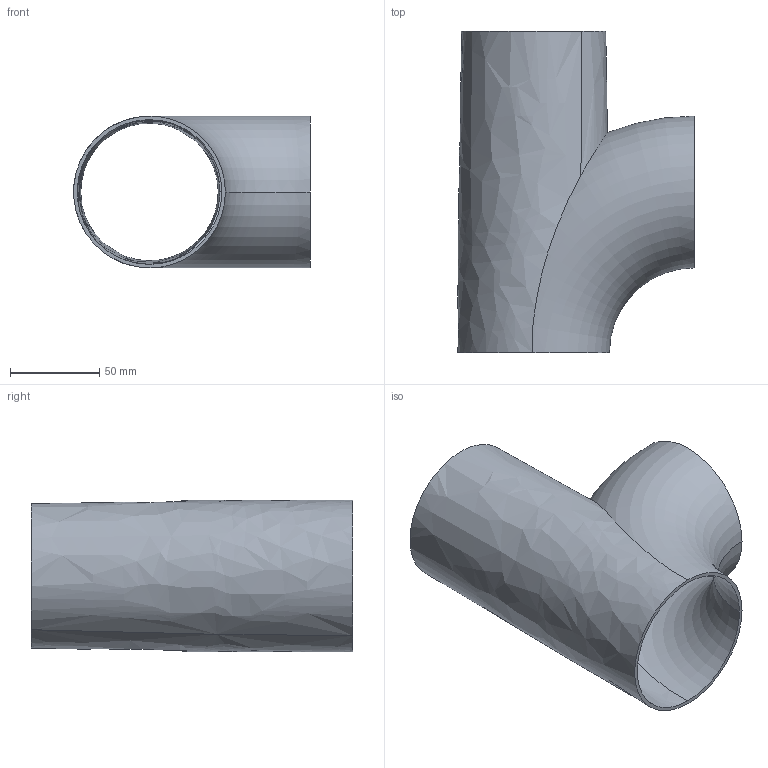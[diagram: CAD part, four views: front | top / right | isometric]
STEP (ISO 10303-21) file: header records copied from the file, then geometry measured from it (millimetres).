
FILE_DESCRIPTION (( 'STEP AP203' ), '1' );
FILE_NAME ('3D_M-3030GEB_80_174793535.STEP', '2024-09-10T08:54:36', ( '' ), ( '' ), 'SwSTEP 2.0', 'SolidWorks 2024', '' );
FILE_SCHEMA (( 'CONFIG_CONTROL_DESIGN' ));
Length unit declared in the file: millimetre
Products named in the file (1): 3D_M-3030GEB_80_174793535
Bounding box: 132.37 x 180 x 85 mm (x, y, z)
Volume: 112541.6 mm3; surface area: 114103.9 mm2
Topology: 1 solids, 1 shells, 11 faces, 34 edges, 24 vertices
Faces by surface type: torus 4, bspline 4, plane 3
Entity records: 1298 total; most frequent: CARTESIAN_POINT 935, ORIENTED_EDGE 68, DIRECTION 48, EDGE_CURVE 34, AXIS2_PLACEMENT_3D 24, VERTEX_POINT 24, B_SPLINE_CURVE_WITH_KNOTS 18, CIRCLE 16
